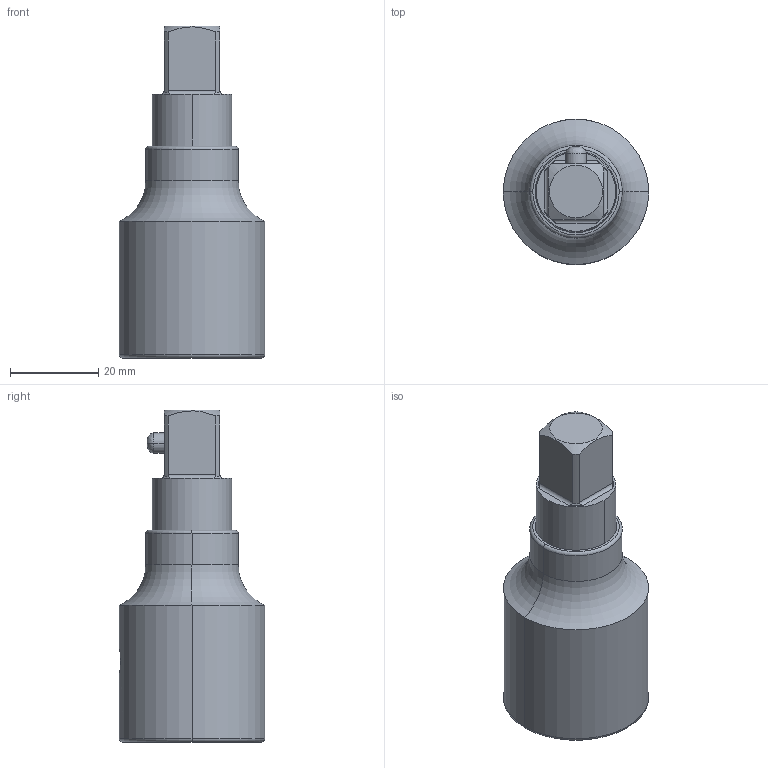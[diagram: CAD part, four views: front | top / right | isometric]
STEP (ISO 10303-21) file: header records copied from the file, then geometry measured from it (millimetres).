
FILE_DESCRIPTION((''),'2;1');
FILE_NAME('4027133471_ASM','2023-08-22T12:28:57',('A00565553'),(''),'CREO PARAMETRIC BY PTC INC, 2022414','CREO PARAMETRIC BY PTC INC, 2022414','');
FILE_SCHEMA(('CONFIG_CONTROL_DESIGN','GEOMETRIC_VALIDATION_PROPERTIES_MIM'));
Length unit declared in the file: millimetre
Products named in the file (3): 4027133491; 4027299548; 4027133471_ASM
Assembly tree (2 placements, depth 2):
  4027133471_ASM
    4027133491
    4027299548
Bounding box: 33 x 33 x 75.3 mm (x, y, z)
Volume: 30449.9 mm3; surface area: 17257.9 mm2
Topology: 2 solids, 3 shells, 94 faces, 238 edges, 149 vertices
Faces by surface type: cylinder 44, plane 17, torus 15, cone 12, bspline 6
Entity records: 4363 total; most frequent: CARTESIAN_POINT 1064, DIRECTION 484, ORIENTED_EDGE 472, PRESENTATION_STYLE_ASSIGNMENT 247, STYLED_ITEM 239, CURVE_STYLE 236, EDGE_CURVE 236, AXIS2_PLACEMENT_3D 205
